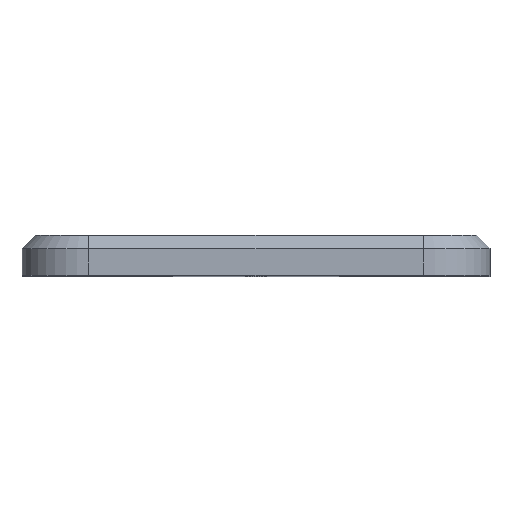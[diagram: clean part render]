
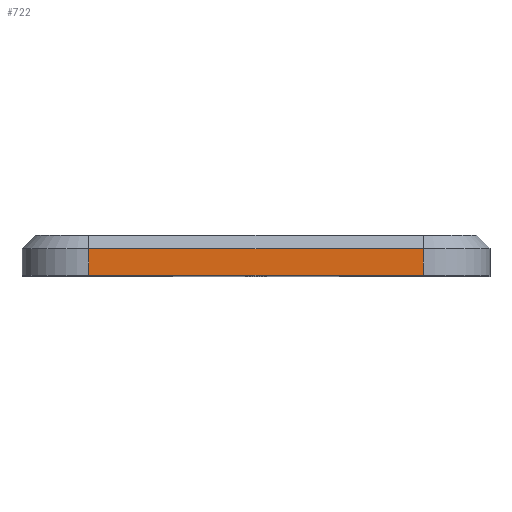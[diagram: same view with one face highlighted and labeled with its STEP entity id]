
A CAD part, top view. The second image highlights one B-rep face of the part: STEP entity #722.
In plain terms, the highlighted planar face has unit normal (0, 0, 1).
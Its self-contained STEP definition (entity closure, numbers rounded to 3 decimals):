
#37 = CARTESIAN_POINT ( 'NONE',  ( 25., 4., 60. ) ) ;
#54 = CARTESIAN_POINT ( 'NONE',  ( -25., 6., 60. ) ) ;
#81 = ORIENTED_EDGE ( 'NONE', *, *, #1587, .T. ) ;
#168 = FACE_OUTER_BOUND ( 'NONE', #1193, .T. ) ;
#353 = ORIENTED_EDGE ( 'NONE', *, *, #1239, .T. ) ;
#446 = CARTESIAN_POINT ( 'NONE',  ( -35., 0., 60. ) ) ;
#464 = VERTEX_POINT ( 'NONE', #2081 ) ;
#488 = LINE ( 'NONE', #446, #692 ) ;
#508 = DIRECTION ( 'NONE',  ( -1., 0., 0. ) ) ;
#523 = DIRECTION ( 'NONE',  ( 0., 0., -1. ) ) ;
#602 = VECTOR ( 'NONE', #1224, 1000. ) ;
#616 = EDGE_CURVE ( 'NONE', #1141, #860, #1478, .T. ) ;
#692 = VECTOR ( 'NONE', #1730, 1000. ) ;
#722 = ADVANCED_FACE ( 'NONE', ( #168 ), #967, .F. ) ;
#860 = VERTEX_POINT ( 'NONE', #1818 ) ;
#967 = PLANE ( 'NONE',  #1674 ) ;
#1057 = CARTESIAN_POINT ( 'NONE',  ( -35., 4., 60. ) ) ;
#1141 = VERTEX_POINT ( 'NONE', #2042 ) ;
#1163 = LINE ( 'NONE', #1295, #1614 ) ;
#1193 = EDGE_LOOP ( 'NONE', ( #1624, #81, #1269, #353 ) ) ;
#1224 = DIRECTION ( 'NONE',  ( -1., 0., 0. ) ) ;
#1239 = EDGE_CURVE ( 'NONE', #860, #464, #488, .T. ) ;
#1269 = ORIENTED_EDGE ( 'NONE', *, *, #616, .T. ) ;
#1295 = CARTESIAN_POINT ( 'NONE',  ( 25., 6., 60. ) ) ;
#1299 = CARTESIAN_POINT ( 'NONE',  ( -35., 6., 60. ) ) ;
#1324 = DIRECTION ( 'NONE',  ( 0., -1., 0. ) ) ;
#1345 = LINE ( 'NONE', #1057, #602 ) ;
#1375 = VECTOR ( 'NONE', #1324, 1000. ) ;
#1478 = LINE ( 'NONE', #54, #1375 ) ;
#1494 = DIRECTION ( 'NONE',  ( 0., 1., 0. ) ) ;
#1550 = EDGE_CURVE ( 'NONE', #464, #1999, #1163, .T. ) ;
#1587 = EDGE_CURVE ( 'NONE', #1999, #1141, #1345, .T. ) ;
#1614 = VECTOR ( 'NONE', #1494, 1000. ) ;
#1624 = ORIENTED_EDGE ( 'NONE', *, *, #1550, .T. ) ;
#1674 = AXIS2_PLACEMENT_3D ( 'NONE', #1299, #523, #508 ) ;
#1730 = DIRECTION ( 'NONE',  ( 1., 0., 0. ) ) ;
#1818 = CARTESIAN_POINT ( 'NONE',  ( -25., 0., 60. ) ) ;
#1999 = VERTEX_POINT ( 'NONE', #37 ) ;
#2042 = CARTESIAN_POINT ( 'NONE',  ( -25., 4., 60. ) ) ;
#2081 = CARTESIAN_POINT ( 'NONE',  ( 25., 0., 60. ) ) ;
